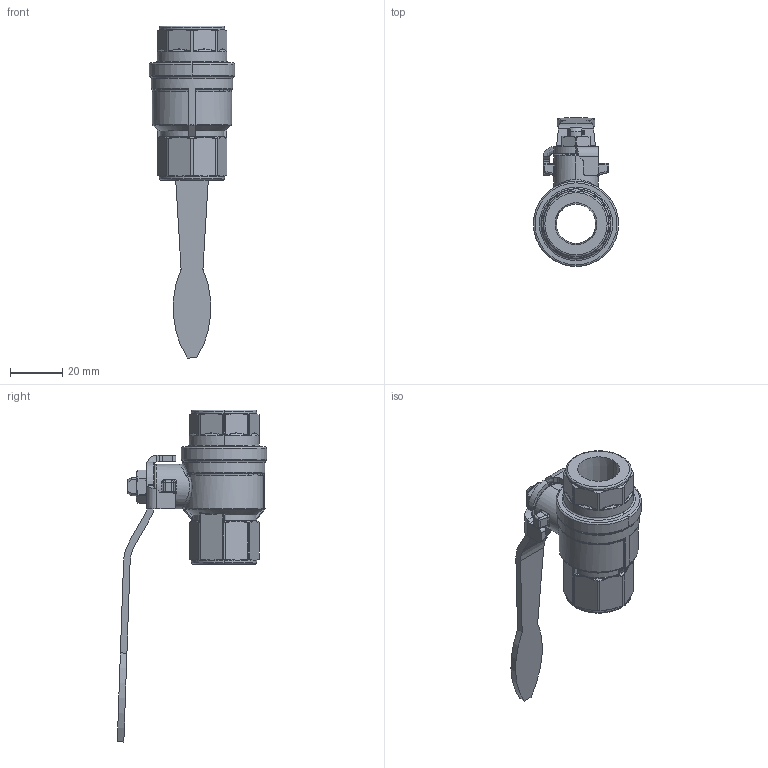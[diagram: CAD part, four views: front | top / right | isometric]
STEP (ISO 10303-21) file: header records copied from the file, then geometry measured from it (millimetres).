
FILE_DESCRIPTION (( 'STEP AP203' ), '1' );
FILE_NAME ('OEM-15NB-HP-BV_REV_.step', '2025-09-15T04:34:42', ( '' ), ( '' ), 'SwSTEP 2.0', 'SolidWorks 2024', '' );
FILE_SCHEMA (( 'CONFIG_CONTROL_DESIGN' ));
Length unit declared in the file: millimetre
Products named in the file (1): OEM-15NB-HP-BV_REV_
Bounding box: 32.51 x 56.99 x 126.6 mm (x, y, z)
Volume: 32467 mm3; surface area: 14004.6 mm2
Topology: 3 solids, 3 shells, 606 faces, 1559 edges, 914 vertices
Faces by surface type: bspline 190, plane 174, cylinder 128, cone 63, torus 29, sphere 22
Entity records: 21993 total; most frequent: CARTESIAN_POINT 9083, ORIENTED_EDGE 2990, DIRECTION 2246, EDGE_CURVE 1495, VERTEX_POINT 914, AXIS2_PLACEMENT_3D 858, EDGE_LOOP 631, FACE_OUTER_BOUND 606
